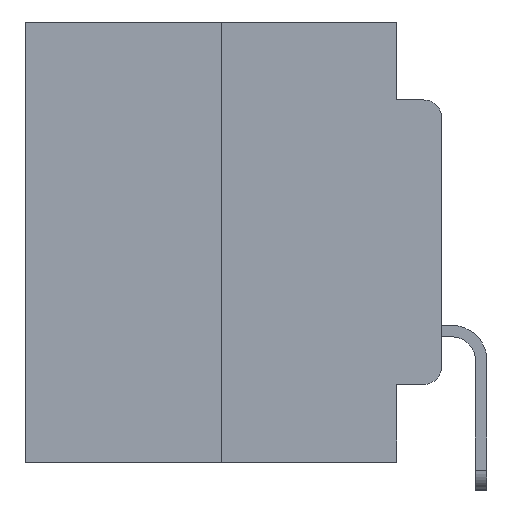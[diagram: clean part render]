
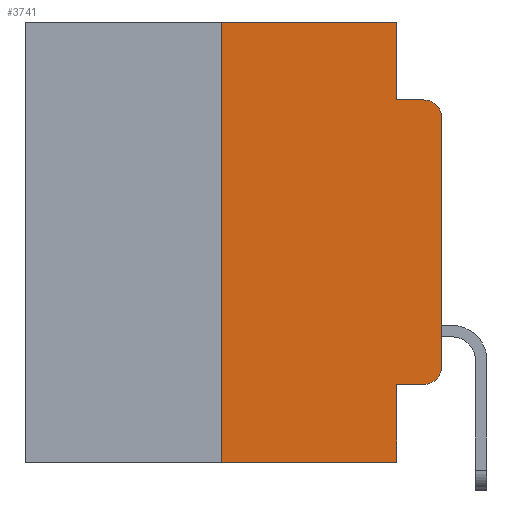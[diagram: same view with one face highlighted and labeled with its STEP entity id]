
A CAD part, left-side view. The second image highlights one B-rep face of the part: STEP entity #3741.
In plain terms, the highlighted planar face has unit normal (-1, 0, 0).
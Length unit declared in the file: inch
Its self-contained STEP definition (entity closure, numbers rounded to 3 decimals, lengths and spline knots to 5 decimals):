
#79 = ORIENTED_EDGE ( 'NONE', *, *, #7862, .F. ) ;
#234 = DIRECTION ( 'NONE',  ( 0., 0., -1. ) ) ;
#773 = VECTOR ( 'NONE', #16548, 39.37008 ) ;
#889 = PLANE ( 'NONE',  #5077 ) ;
#901 = CARTESIAN_POINT ( 'NONE',  ( 0., 0.051, -0.5 ) ) ;
#1068 = DIRECTION ( 'NONE',  ( 0., -1., 0. ) ) ;
#1463 = CIRCLE ( 'NONE', #18587, 0.02 ) ;
#1690 = VERTEX_POINT ( 'NONE', #4979 ) ;
#1937 = AXIS2_PLACEMENT_3D ( 'NONE', #20464, #8343, #22492 ) ;
#2931 = LINE ( 'NONE', #9763, #8675 ) ;
#3016 = VERTEX_POINT ( 'NONE', #25336 ) ;
#3084 = VERTEX_POINT ( 'NONE', #15541 ) ;
#3149 = CARTESIAN_POINT ( 'NONE',  ( 0., 0.473, 0. ) ) ;
#3741 = ADVANCED_FACE ( 'NONE', ( #20902 ), #889, .F. ) ;
#4438 = EDGE_CURVE ( 'NONE', #25068, #20848, #14021, .T. ) ;
#4624 = VECTOR ( 'NONE', #13460, 39.37008 ) ;
#4979 = CARTESIAN_POINT ( 'NONE',  ( 0., 0.25, -0.5 ) ) ;
#5077 = AXIS2_PLACEMENT_3D ( 'NONE', #3149, #5368, #19745 ) ;
#5164 = VECTOR ( 'NONE', #16951, 39.37008 ) ;
#5368 = DIRECTION ( 'NONE',  ( 1., 0., 0. ) ) ;
#5816 = LINE ( 'NONE', #26964, #5164 ) ;
#6201 = LINE ( 'NONE', #12066, #16588 ) ;
#6640 = LINE ( 'NONE', #8299, #773 ) ;
#6844 = ORIENTED_EDGE ( 'NONE', *, *, #26924, .F. ) ;
#7862 = EDGE_CURVE ( 'NONE', #3084, #18709, #6640, .T. ) ;
#8299 = CARTESIAN_POINT ( 'NONE',  ( 0., 0.051, -0.0885 ) ) ;
#8337 = CARTESIAN_POINT ( 'NONE',  ( 0., 0.473, 0. ) ) ;
#8343 = DIRECTION ( 'NONE',  ( -1., 0., 0. ) ) ;
#8600 = LINE ( 'NONE', #18991, #24769 ) ;
#8675 = VECTOR ( 'NONE', #11855, 39.37008 ) ;
#9743 = ORIENTED_EDGE ( 'NONE', *, *, #24915, .T. ) ;
#9763 = CARTESIAN_POINT ( 'NONE',  ( 0., 0., 0. ) ) ;
#9849 = ORIENTED_EDGE ( 'NONE', *, *, #25580, .F. ) ;
#10718 = EDGE_CURVE ( 'NONE', #3016, #25068, #5816, .T. ) ;
#11026 = CARTESIAN_POINT ( 'NONE',  ( 0., 0., -0.1085 ) ) ;
#11216 = EDGE_CURVE ( 'NONE', #26574, #16898, #22114, .T. ) ;
#11681 = VERTEX_POINT ( 'NONE', #901 ) ;
#11855 = DIRECTION ( 'NONE',  ( 0., 0., 1. ) ) ;
#11896 = VECTOR ( 'NONE', #1068, 39.37008 ) ;
#12066 = CARTESIAN_POINT ( 'NONE',  ( 0., 0.25, 0. ) ) ;
#12444 = EDGE_LOOP ( 'NONE', ( #21102, #26906, #79, #6844, #16426, #9849, #9743, #25535, #20361, #12521 ) ) ;
#12521 = ORIENTED_EDGE ( 'NONE', *, *, #4438, .T. ) ;
#13204 = DIRECTION ( 'NONE',  ( -1., 0., 0. ) ) ;
#13460 = DIRECTION ( 'NONE',  ( 0., 0., -1. ) ) ;
#13822 = LINE ( 'NONE', #25914, #11896 ) ;
#14021 = CIRCLE ( 'NONE', #1937, 0.02 ) ;
#14121 = DIRECTION ( 'NONE',  ( 0., 0., 1. ) ) ;
#15496 = CARTESIAN_POINT ( 'NONE',  ( 0., 0.051, 0. ) ) ;
#15541 = CARTESIAN_POINT ( 'NONE',  ( 0., 0.051, -0.0885 ) ) ;
#15752 = LINE ( 'NONE', #15496, #4624 ) ;
#16151 = EDGE_CURVE ( 'NONE', #3016, #11681, #8600, .T. ) ;
#16426 = ORIENTED_EDGE ( 'NONE', *, *, #11216, .F. ) ;
#16548 = DIRECTION ( 'NONE',  ( 0., -1., 0. ) ) ;
#16553 = CARTESIAN_POINT ( 'NONE',  ( 0., 0.02, -0.0885 ) ) ;
#16588 = VECTOR ( 'NONE', #14121, 39.37008 ) ;
#16898 = VERTEX_POINT ( 'NONE', #20478 ) ;
#16951 = DIRECTION ( 'NONE',  ( 0., -1., 0. ) ) ;
#17451 = VECTOR ( 'NONE', #24532, 39.37008 ) ;
#18341 = CARTESIAN_POINT ( 'NONE',  ( 0., 0.02, -0.4115 ) ) ;
#18587 = AXIS2_PLACEMENT_3D ( 'NONE', #25203, #13204, #234 ) ;
#18709 = VERTEX_POINT ( 'NONE', #16553 ) ;
#18991 = CARTESIAN_POINT ( 'NONE',  ( 0., 0.051, 0. ) ) ;
#19745 = DIRECTION ( 'NONE',  ( 0., 0., -1. ) ) ;
#20361 = ORIENTED_EDGE ( 'NONE', *, *, #10718, .T. ) ;
#20464 = CARTESIAN_POINT ( 'NONE',  ( 0., 0.02, -0.3915 ) ) ;
#20478 = CARTESIAN_POINT ( 'NONE',  ( 0., 0.051, 0. ) ) ;
#20626 = EDGE_CURVE ( 'NONE', #20848, #26839, #2931, .T. ) ;
#20848 = VERTEX_POINT ( 'NONE', #26711 ) ;
#20902 = FACE_OUTER_BOUND ( 'NONE', #12444, .T. ) ;
#20957 = DIRECTION ( 'NONE',  ( 0., 0., -1. ) ) ;
#21102 = ORIENTED_EDGE ( 'NONE', *, *, #20626, .T. ) ;
#22114 = LINE ( 'NONE', #8337, #17451 ) ;
#22355 = CARTESIAN_POINT ( 'NONE',  ( 0., 0.25, 0. ) ) ;
#22492 = DIRECTION ( 'NONE',  ( 0., 0., -1. ) ) ;
#24532 = DIRECTION ( 'NONE',  ( 0., -1., 0. ) ) ;
#24709 = EDGE_CURVE ( 'NONE', #26839, #18709, #1463, .T. ) ;
#24769 = VECTOR ( 'NONE', #20957, 39.37008 ) ;
#24915 = EDGE_CURVE ( 'NONE', #1690, #11681, #13822, .T. ) ;
#25068 = VERTEX_POINT ( 'NONE', #18341 ) ;
#25203 = CARTESIAN_POINT ( 'NONE',  ( 0., 0.02, -0.1085 ) ) ;
#25336 = CARTESIAN_POINT ( 'NONE',  ( 0., 0.051, -0.4115 ) ) ;
#25535 = ORIENTED_EDGE ( 'NONE', *, *, #16151, .F. ) ;
#25580 = EDGE_CURVE ( 'NONE', #1690, #26574, #6201, .T. ) ;
#25914 = CARTESIAN_POINT ( 'NONE',  ( 0., 0.473, -0.5 ) ) ;
#26574 = VERTEX_POINT ( 'NONE', #22355 ) ;
#26711 = CARTESIAN_POINT ( 'NONE',  ( 0., 0., -0.3915 ) ) ;
#26839 = VERTEX_POINT ( 'NONE', #11026 ) ;
#26906 = ORIENTED_EDGE ( 'NONE', *, *, #24709, .T. ) ;
#26924 = EDGE_CURVE ( 'NONE', #16898, #3084, #15752, .T. ) ;
#26964 = CARTESIAN_POINT ( 'NONE',  ( 0., 0.051, -0.4115 ) ) ;
